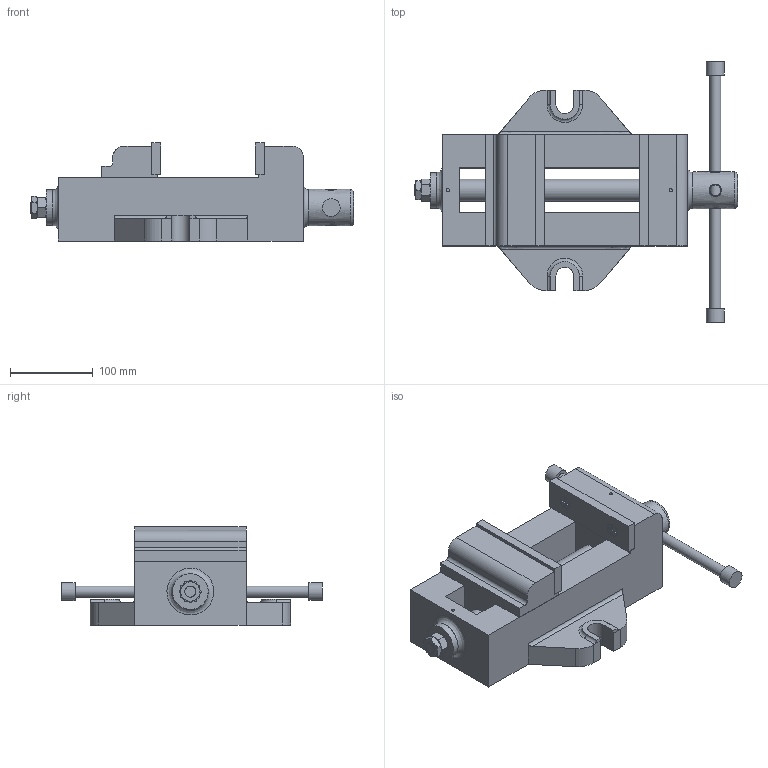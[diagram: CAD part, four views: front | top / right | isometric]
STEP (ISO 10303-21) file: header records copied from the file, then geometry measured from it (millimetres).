
FILE_DESCRIPTION(('FreeCAD Model'),'2;1');
FILE_NAME('Open CASCADE Shape Model','2025-05-03T13:36:03',('FreeCAD'),( 'FreeCAD'),'Open CASCADE STEP processor 7.6','FreeCAD','Unknown');
FILE_SCHEMA(('AUTOMOTIVE_DESIGN { 1 0 10303 214 1 1 1 1 }'));
Length unit declared in the file: millimetre
Products named in the file (1): Open CASCADE STEP translator 7.6 1
Bounding box: 390.57 x 315.15 x 118.52 mm (x, y, z)
Volume: 3488096.9 mm3; surface area: 378136.6 mm2
Topology: 19 solids, 19 shells, 311 faces, 736 edges, 476 vertices
Faces by surface type: bspline 311
Entity records: 9980 total; most frequent: CARTESIAN_POINT 5540, ORIENTED_EDGE 1472, EDGE_CURVE 736, VERTEX_POINT 476, B_SPLINE_CURVE_WITH_KNOTS 460, FACE_BOUND 364, EDGE_LOOP 364, ADVANCED_FACE 311
